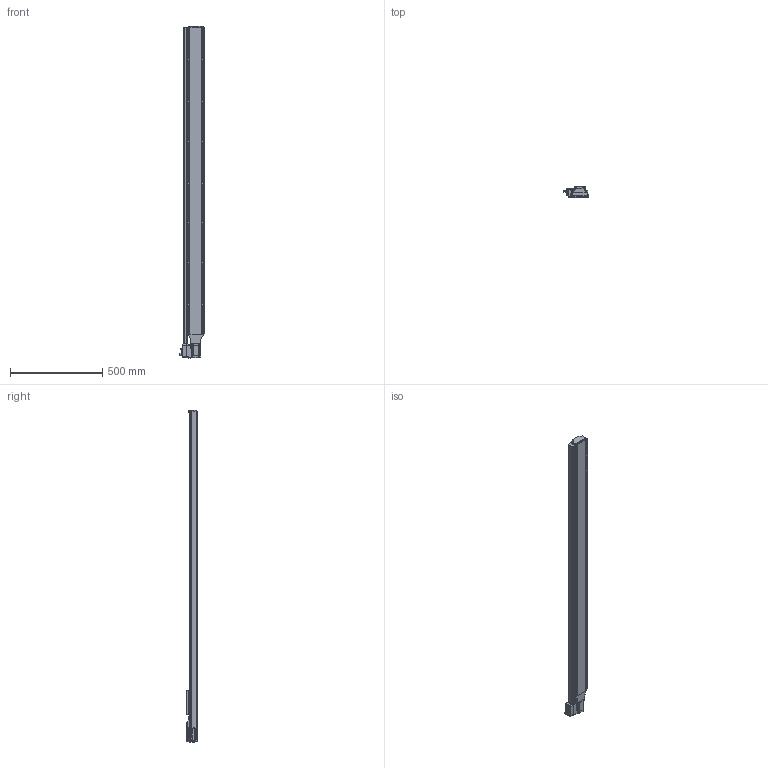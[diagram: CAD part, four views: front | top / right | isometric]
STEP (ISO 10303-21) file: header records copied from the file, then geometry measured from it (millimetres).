
FILE_DESCRIPTION (( 'STEP AP203' ), '1' );
FILE_NAME ('X-LRT1500xL-AE53C.step', '2023-05-25T20:48:55', ( '' ), ( '' ), 'SwSTEP 2.0', 'SolidWorks 2019', '' );
FILE_SCHEMA (( 'CONFIG_CONTROL_DESIGN' ));
Length unit declared in the file: millimetre
Products named in the file (4): LRT_base^LRT_LRT1500-AE; LRT_motor^LRT_X-LRT; X-LRT1500xL-AE53C; LRT_carriage^LRT_LRT-AE
Assembly tree (3 placements, depth 2):
  X-LRT1500xL-AE53C
    LRT_base^LRT_LRT1500-AE
    LRT_motor^LRT_X-LRT
    LRT_carriage^LRT_LRT-AE
Bounding box: 131 x 58 x 1799 mm (x, y, z)
Volume: 6911126.2 mm3; surface area: 1177471.4 mm2
Topology: 37 solids, 37 shells, 1230 faces, 3284 edges, 2174 vertices
Faces by surface type: plane 684, cylinder 514, bspline 18, cone 6, sphere 4, torus 4
Entity records: 40193 total; most frequent: CARTESIAN_POINT 8407, DIRECTION 6638, ORIENTED_EDGE 6536, EDGE_CURVE 3268, AXIS2_PLACEMENT_3D 2366, VERTEX_POINT 2166, VECTOR 1906, LINE 1906
